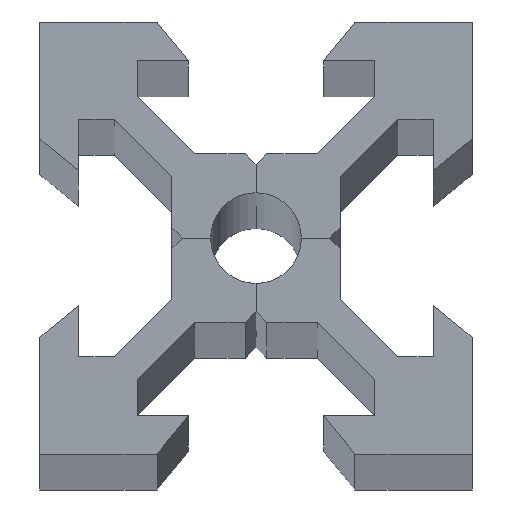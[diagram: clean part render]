
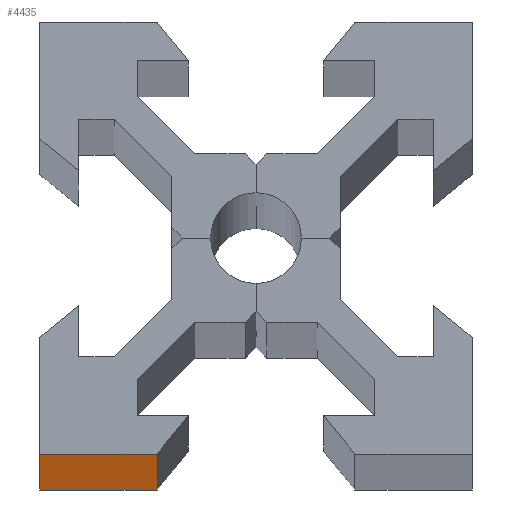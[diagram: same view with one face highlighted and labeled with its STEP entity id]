
A CAD part, top view. The second image highlights one B-rep face of the part: STEP entity #4435.
In plain terms, the highlighted planar face has unit normal (0, -1, 0).
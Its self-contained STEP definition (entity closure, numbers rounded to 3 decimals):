
#287 = PLANE('',#288);
#288 = AXIS2_PLACEMENT_3D('',#289,#290,#291);
#289 = CARTESIAN_POINT('',(-5.433,-5.433,475.));
#290 = DIRECTION('',(0.,0.,1.));
#291 = DIRECTION('',(0.,1.,0.));
#336 = PLANE('',#337);
#337 = AXIS2_PLACEMENT_3D('',#338,#339,#340);
#338 = CARTESIAN_POINT('',(-5.433,-5.433,-475.));
#339 = DIRECTION('',(0.,0.,1.));
#340 = DIRECTION('',(0.,1.,0.));
#2156 = VERTEX_POINT('',#2157);
#2157 = CARTESIAN_POINT('',(-10.,-10.,-475.));
#2171 = PLANE('',#2172);
#2172 = AXIS2_PLACEMENT_3D('',#2173,#2174,#2175);
#2173 = CARTESIAN_POINT('',(-10.,-4.58,-475.));
#2174 = DIRECTION('',(1.,0.,0.));
#2175 = DIRECTION('',(0.,-1.,0.));
#2183 = EDGE_CURVE('',#2156,#2184,#2186,.T.);
#2184 = VERTEX_POINT('',#2185);
#2185 = CARTESIAN_POINT('',(-4.58,-10.,-475.));
#2186 = SURFACE_CURVE('',#2187,(#2191,#2198),.PCURVE_S1.);
#2187 = LINE('',#2188,#2189);
#2188 = CARTESIAN_POINT('',(-10.,-10.,-475.));
#2189 = VECTOR('',#2190,1.);
#2190 = DIRECTION('',(1.,0.,0.));
#2191 = PCURVE('',#336,#2192);
#2192 = DEFINITIONAL_REPRESENTATION('',(#2193),#2197);
#2193 = LINE('',#2194,#2195);
#2194 = CARTESIAN_POINT('',(-4.567,4.567));
#2195 = VECTOR('',#2196,1.);
#2196 = DIRECTION('',(0.,-1.));
#2197 = ( GEOMETRIC_REPRESENTATION_CONTEXT(2) 
PARAMETRIC_REPRESENTATION_CONTEXT() REPRESENTATION_CONTEXT('2D SPACE',''
  ) );
#2198 = PCURVE('',#2199,#2204);
#2199 = PLANE('',#2200);
#2200 = AXIS2_PLACEMENT_3D('',#2201,#2202,#2203);
#2201 = CARTESIAN_POINT('',(-10.,-10.,-475.));
#2202 = DIRECTION('',(0.,1.,0.));
#2203 = DIRECTION('',(1.,0.,0.));
#2204 = DEFINITIONAL_REPRESENTATION('',(#2205),#2209);
#2205 = LINE('',#2206,#2207);
#2206 = CARTESIAN_POINT('',(0.,0.));
#2207 = VECTOR('',#2208,1.);
#2208 = DIRECTION('',(1.,0.));
#2209 = ( GEOMETRIC_REPRESENTATION_CONTEXT(2) 
PARAMETRIC_REPRESENTATION_CONTEXT() REPRESENTATION_CONTEXT('2D SPACE',''
  ) );
#2227 = PLANE('',#2228);
#2228 = AXIS2_PLACEMENT_3D('',#2229,#2230,#2231);
#2229 = CARTESIAN_POINT('',(-3.125,-8.2,-475.));
#2230 = DIRECTION('',(0.778,-0.629,0.));
#2231 = DIRECTION('',(-0.629,-0.778,0.));
#2544 = VERTEX_POINT('',#2545);
#2545 = CARTESIAN_POINT('',(-10.,-10.,475.));
#2566 = EDGE_CURVE('',#2544,#2567,#2569,.T.);
#2567 = VERTEX_POINT('',#2568);
#2568 = CARTESIAN_POINT('',(-4.58,-10.,475.));
#2569 = SURFACE_CURVE('',#2570,(#2574,#2581),.PCURVE_S1.);
#2570 = LINE('',#2571,#2572);
#2571 = CARTESIAN_POINT('',(-10.,-10.,475.));
#2572 = VECTOR('',#2573,1.);
#2573 = DIRECTION('',(1.,0.,0.));
#2574 = PCURVE('',#287,#2575);
#2575 = DEFINITIONAL_REPRESENTATION('',(#2576),#2580);
#2576 = LINE('',#2577,#2578);
#2577 = CARTESIAN_POINT('',(-4.567,4.567));
#2578 = VECTOR('',#2579,1.);
#2579 = DIRECTION('',(0.,-1.));
#2580 = ( GEOMETRIC_REPRESENTATION_CONTEXT(2) 
PARAMETRIC_REPRESENTATION_CONTEXT() REPRESENTATION_CONTEXT('2D SPACE',''
  ) );
#2581 = PCURVE('',#2199,#2582);
#2582 = DEFINITIONAL_REPRESENTATION('',(#2583),#2587);
#2583 = LINE('',#2584,#2585);
#2584 = CARTESIAN_POINT('',(0.,-950.));
#2585 = VECTOR('',#2586,1.);
#2586 = DIRECTION('',(1.,0.));
#2587 = ( GEOMETRIC_REPRESENTATION_CONTEXT(2) 
PARAMETRIC_REPRESENTATION_CONTEXT() REPRESENTATION_CONTEXT('2D SPACE',''
  ) );
#4414 = EDGE_CURVE('',#2156,#2544,#4415,.T.);
#4415 = SURFACE_CURVE('',#4416,(#4420,#4427),.PCURVE_S1.);
#4416 = LINE('',#4417,#4418);
#4417 = CARTESIAN_POINT('',(-10.,-10.,-475.));
#4418 = VECTOR('',#4419,1.);
#4419 = DIRECTION('',(0.,0.,1.));
#4420 = PCURVE('',#2171,#4421);
#4421 = DEFINITIONAL_REPRESENTATION('',(#4422),#4426);
#4422 = LINE('',#4423,#4424);
#4423 = CARTESIAN_POINT('',(5.42,0.));
#4424 = VECTOR('',#4425,1.);
#4425 = DIRECTION('',(0.,-1.));
#4426 = ( GEOMETRIC_REPRESENTATION_CONTEXT(2) 
PARAMETRIC_REPRESENTATION_CONTEXT() REPRESENTATION_CONTEXT('2D SPACE',''
  ) );
#4427 = PCURVE('',#2199,#4428);
#4428 = DEFINITIONAL_REPRESENTATION('',(#4429),#4433);
#4429 = LINE('',#4430,#4431);
#4430 = CARTESIAN_POINT('',(0.,0.));
#4431 = VECTOR('',#4432,1.);
#4432 = DIRECTION('',(0.,-1.));
#4433 = ( GEOMETRIC_REPRESENTATION_CONTEXT(2) 
PARAMETRIC_REPRESENTATION_CONTEXT() REPRESENTATION_CONTEXT('2D SPACE',''
  ) );
#4435 = ADVANCED_FACE('',(#4436),#2199,.F.);
#4436 = FACE_BOUND('',#4437,.F.);
#4437 = EDGE_LOOP('',(#4438,#4439,#4440,#4461));
#4438 = ORIENTED_EDGE('',*,*,#4414,.T.);
#4439 = ORIENTED_EDGE('',*,*,#2566,.T.);
#4440 = ORIENTED_EDGE('',*,*,#4441,.F.);
#4441 = EDGE_CURVE('',#2184,#2567,#4442,.T.);
#4442 = SURFACE_CURVE('',#4443,(#4447,#4454),.PCURVE_S1.);
#4443 = LINE('',#4444,#4445);
#4444 = CARTESIAN_POINT('',(-4.58,-10.,-475.));
#4445 = VECTOR('',#4446,1.);
#4446 = DIRECTION('',(0.,0.,1.));
#4447 = PCURVE('',#2199,#4448);
#4448 = DEFINITIONAL_REPRESENTATION('',(#4449),#4453);
#4449 = LINE('',#4450,#4451);
#4450 = CARTESIAN_POINT('',(5.42,0.));
#4451 = VECTOR('',#4452,1.);
#4452 = DIRECTION('',(0.,-1.));
#4453 = ( GEOMETRIC_REPRESENTATION_CONTEXT(2) 
PARAMETRIC_REPRESENTATION_CONTEXT() REPRESENTATION_CONTEXT('2D SPACE',''
  ) );
#4454 = PCURVE('',#2227,#4455);
#4455 = DEFINITIONAL_REPRESENTATION('',(#4456),#4460);
#4456 = LINE('',#4457,#4458);
#4457 = CARTESIAN_POINT('',(2.315,0.));
#4458 = VECTOR('',#4459,1.);
#4459 = DIRECTION('',(0.,-1.));
#4460 = ( GEOMETRIC_REPRESENTATION_CONTEXT(2) 
PARAMETRIC_REPRESENTATION_CONTEXT() REPRESENTATION_CONTEXT('2D SPACE',''
  ) );
#4461 = ORIENTED_EDGE('',*,*,#2183,.F.);
